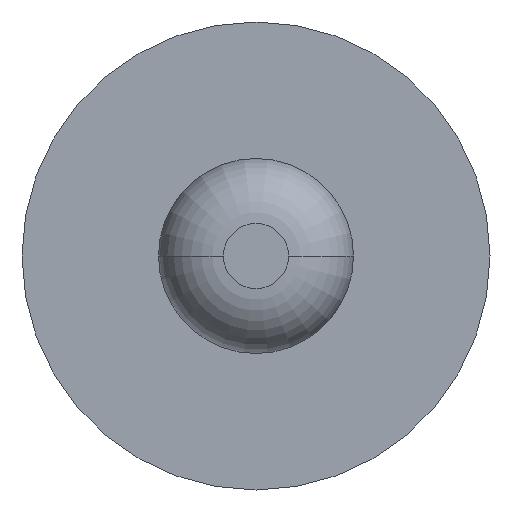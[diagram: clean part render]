
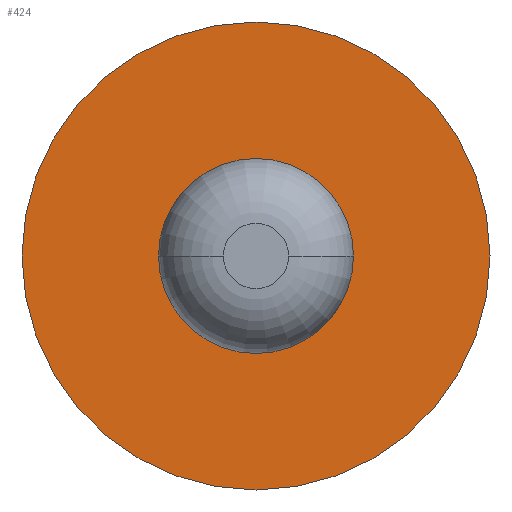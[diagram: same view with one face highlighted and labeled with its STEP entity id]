
A CAD part, front view. The second image highlights one B-rep face of the part: STEP entity #424.
In plain terms, the highlighted planar face has unit normal (0, -1, 0).
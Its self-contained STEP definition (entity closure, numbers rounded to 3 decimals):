
#41 = EDGE_CURVE ( 'Defeature ausgef�hrt1_9+Defeature ausgef�hrt1_8+Defeature ausgef�hrt1_8+Defeature ausgef�hrt1_8', #1878, #1039, #1124, .T. ) ;
#88 = AXIS2_PLACEMENT_3D ( 'NONE', #2981, #1187, #1131 ) ;
#139 = CARTESIAN_POINT ( 'NONE',  ( 0., 3.7, 0. ) ) ;
#157 = ORIENTED_EDGE ( 'NONE', *, *, #170, .T. ) ;
#158 = CIRCLE ( 'NONE', #2443, 0.9 ) ;
#170 = EDGE_CURVE ( 'Defeature ausgef�hrt1_8+Defeature ausgef�hrt1_7+Defeature ausgef�hrt1_7+Defeature ausgef�hrt1_7', #2086, #3400, #2931, .T. ) ;
#258 = CARTESIAN_POINT ( 'NONE',  ( 0.255, 3.7, 0. ) ) ;
#424 = ADVANCED_FACE ( 'Defeature ausgef�hrt1_8', ( #3942, #2217 ), #692, .T. ) ;
#611 = DIRECTION ( 'NONE',  ( 0., -1., 0. ) ) ;
#680 = ORIENTED_EDGE ( 'NONE', *, *, #2982, .T. ) ;
#692 = PLANE ( 'NONE',  #1031 ) ;
#756 = DIRECTION ( 'NONE',  ( 1., 0., 0. ) ) ;
#1002 = DIRECTION ( 'NONE',  ( 0., -1., 0. ) ) ;
#1015 = CIRCLE ( 'NONE', #2980, 0.255 ) ;
#1031 = AXIS2_PLACEMENT_3D ( 'NONE', #1043, #2863, #3117 ) ;
#1039 = VERTEX_POINT ( 'NONE', #258 ) ;
#1043 = CARTESIAN_POINT ( 'NONE',  ( 0., 3.7, 0.255 ) ) ;
#1124 = CIRCLE ( 'NONE', #88, 0.255 ) ;
#1131 = DIRECTION ( 'NONE',  ( 1., 0., 0. ) ) ;
#1187 = DIRECTION ( 'NONE',  ( 0., -1., 0. ) ) ;
#1413 = EDGE_LOOP ( 'NONE', ( #680, #157 ) ) ;
#1492 = AXIS2_PLACEMENT_3D ( 'NONE', #3338, #611, #2739 ) ;
#1664 = DIRECTION ( 'NONE',  ( 0., -1., 0. ) ) ;
#1878 = VERTEX_POINT ( 'NONE', #1932 ) ;
#1902 = DIRECTION ( 'NONE',  ( 1., 0., 0. ) ) ;
#1932 = CARTESIAN_POINT ( 'NONE',  ( -0.255, 3.7, 0. ) ) ;
#1937 = CARTESIAN_POINT ( 'NONE',  ( 0.9, 3.7, 0. ) ) ;
#2086 = VERTEX_POINT ( 'NONE', #2300 ) ;
#2217 = FACE_BOUND ( 'NONE', #2325, .T. ) ;
#2300 = CARTESIAN_POINT ( 'NONE',  ( -0.9, 3.7, 0. ) ) ;
#2325 = EDGE_LOOP ( 'NONE', ( #2654, #2606 ) ) ;
#2443 = AXIS2_PLACEMENT_3D ( 'NONE', #139, #1664, #756 ) ;
#2606 = ORIENTED_EDGE ( 'NONE', *, *, #41, .F. ) ;
#2654 = ORIENTED_EDGE ( 'NONE', *, *, #2767, .F. ) ;
#2739 = DIRECTION ( 'NONE',  ( 1., 0., 0. ) ) ;
#2767 = EDGE_CURVE ( 'Defeature ausgef�hrt1_9+Defeature ausgef�hrt1_8+Defeature ausgef�hrt1_8+Defeature ausgef�hrt1_8', #1039, #1878, #1015, .T. ) ;
#2863 = DIRECTION ( 'NONE',  ( 0., -1., 0. ) ) ;
#2931 = CIRCLE ( 'NONE', #1492, 0.9 ) ;
#2980 = AXIS2_PLACEMENT_3D ( 'NONE', #3341, #1002, #1902 ) ;
#2981 = CARTESIAN_POINT ( 'NONE',  ( 0., 3.7, 0. ) ) ;
#2982 = EDGE_CURVE ( 'Defeature ausgef�hrt1_8+Defeature ausgef�hrt1_7+Defeature ausgef�hrt1_7+Defeature ausgef�hrt1_7', #3400, #2086, #158, .T. ) ;
#3117 = DIRECTION ( 'NONE',  ( 1., 0., 0. ) ) ;
#3338 = CARTESIAN_POINT ( 'NONE',  ( 0., 3.7, 0. ) ) ;
#3341 = CARTESIAN_POINT ( 'NONE',  ( 0., 3.7, 0. ) ) ;
#3400 = VERTEX_POINT ( 'NONE', #1937 ) ;
#3942 = FACE_OUTER_BOUND ( 'NONE', #1413, .T. ) ;
